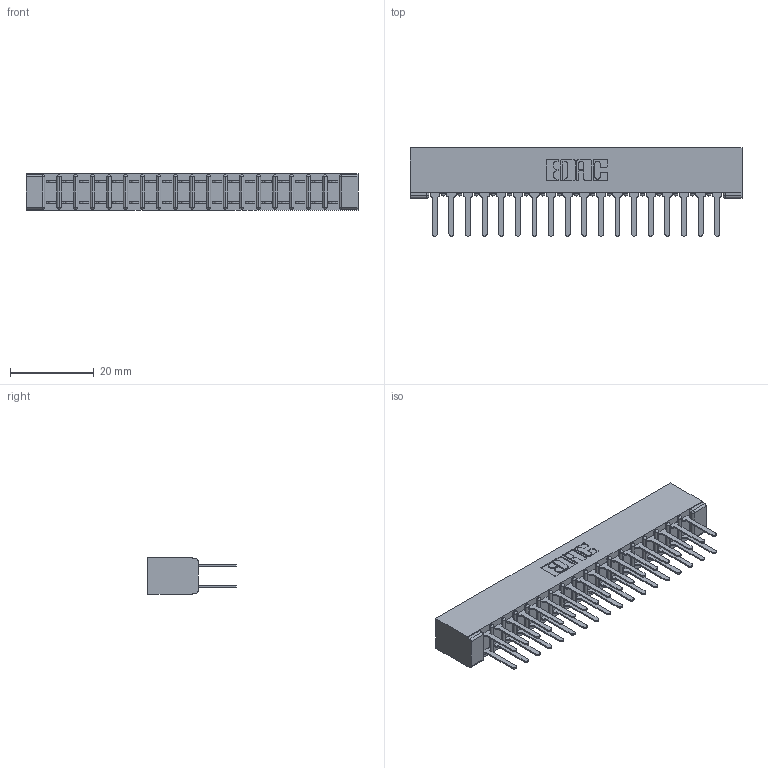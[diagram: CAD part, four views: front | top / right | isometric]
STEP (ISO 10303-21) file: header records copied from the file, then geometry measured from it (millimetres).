
FILE_DESCRIPTION (( 'STEP AP203' ), '1' );
FILE_NAME ('357-036-522-201.STEP', '2019-09-18T03:06:27', ( '' ), ( '' ), 'SwSTEP 2.0', 'SolidWorks 2016', '' );
FILE_SCHEMA (( 'CONFIG_CONTROL_DESIGN' ));
Length unit declared in the file: inch
Products named in the file (3): 307 Part_No Mounting Lugs; 307-290-001_522; 357-036-522-201
Assembly tree (37 placements, depth 2):
  357-036-522-201
    307 Part_No Mounting Lugs
    307-290-001_522  x36
Bounding box: 79.2 x 21.11 x 8.71 mm (x, y, z)
Volume: 5491.4 mm3; surface area: 10367.2 mm2
Topology: 37 solids, 37 shells, 1785 faces, 4979 edges, 3218 vertices
Faces by surface type: plane 1182, cylinder 565, sphere 38
Entity records: 18656 total; most frequent: CARTESIAN_POINT 3054, ORIENTED_EDGE 3022, DIRECTION 3001, EDGE_CURVE 1511, LINE 1151, VECTOR 1151, VERTEX_POINT 978, AXIS2_PLACEMENT_3D 925
